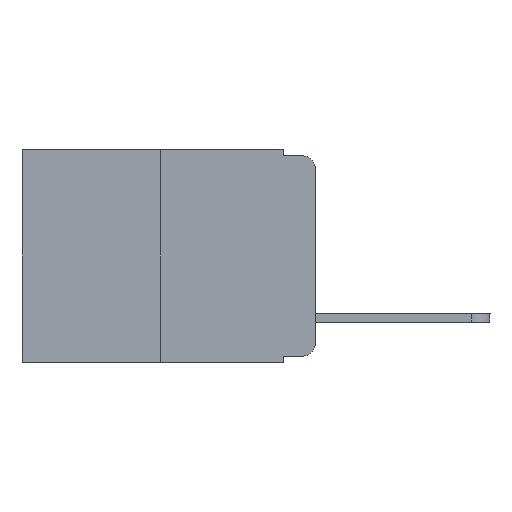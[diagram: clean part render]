
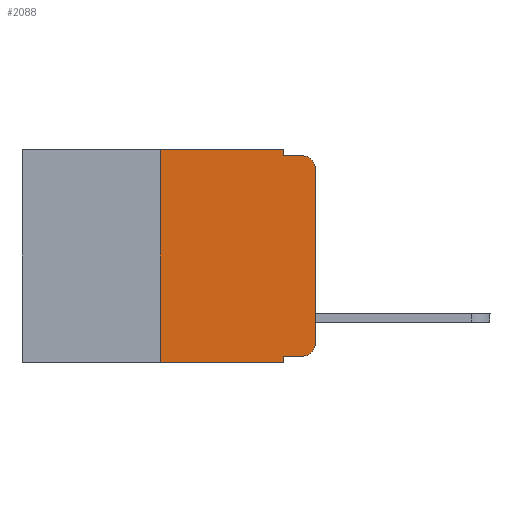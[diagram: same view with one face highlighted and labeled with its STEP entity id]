
A CAD part, left-side view. The second image highlights one B-rep face of the part: STEP entity #2088.
In plain terms, the highlighted planar face has unit normal (-1, 0, 0).
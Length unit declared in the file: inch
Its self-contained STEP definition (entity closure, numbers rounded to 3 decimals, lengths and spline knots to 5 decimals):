
#42 = CARTESIAN_POINT ( 'NONE',  ( 0., 0.051, 0. ) ) ;
#92 = EDGE_CURVE ( 'NONE', #6445, #10256, #5047, .T. ) ;
#814 = VECTOR ( 'NONE', #8358, 39.37008 ) ;
#872 = DIRECTION ( 'NONE',  ( -1., 0., 0. ) ) ;
#1165 = EDGE_CURVE ( 'NONE', #10256, #8060, #5480, .T. ) ;
#1288 = CARTESIAN_POINT ( 'NONE',  ( 0., 0.02, -0.333 ) ) ;
#1394 = VERTEX_POINT ( 'NONE', #10824 ) ;
#1547 = DIRECTION ( 'NONE',  ( 0., -1., 0. ) ) ;
#1616 = LINE ( 'NONE', #13751, #6421 ) ;
#1949 = VECTOR ( 'NONE', #8826, 39.37008 ) ;
#2088 = ADVANCED_FACE ( 'NONE', ( #3319 ), #10905, .F. ) ;
#2277 = CARTESIAN_POINT ( 'NONE',  ( 0., 0., -0.03 ) ) ;
#2429 = LINE ( 'NONE', #8786, #11618 ) ;
#2487 = LINE ( 'NONE', #8782, #15109 ) ;
#2551 = DIRECTION ( 'NONE',  ( -1., 0., 0. ) ) ;
#2745 = AXIS2_PLACEMENT_3D ( 'NONE', #5722, #872, #9293 ) ;
#2944 = CARTESIAN_POINT ( 'NONE',  ( 0., 0., 0. ) ) ;
#3319 = FACE_OUTER_BOUND ( 'NONE', #8896, .T. ) ;
#3693 = EDGE_CURVE ( 'NONE', #10602, #7460, #2429, .T. ) ;
#3898 = DIRECTION ( 'NONE',  ( 0., -1., 0. ) ) ;
#4007 = DIRECTION ( 'NONE',  ( 0., 0., 1. ) ) ;
#4059 = LINE ( 'NONE', #12219, #814 ) ;
#4106 = CARTESIAN_POINT ( 'NONE',  ( 0., 0.25, -0.343 ) ) ;
#4180 = ORIENTED_EDGE ( 'NONE', *, *, #14435, .F. ) ;
#4189 = CARTESIAN_POINT ( 'NONE',  ( 0., 0.25, 0. ) ) ;
#4311 = DIRECTION ( 'NONE',  ( 0., 0., -1. ) ) ;
#4343 = ORIENTED_EDGE ( 'NONE', *, *, #9386, .T. ) ;
#4823 = ORIENTED_EDGE ( 'NONE', *, *, #3693, .F. ) ;
#4833 = ORIENTED_EDGE ( 'NONE', *, *, #11401, .T. ) ;
#4836 = DIRECTION ( 'NONE',  ( 1., 0., 0. ) ) ;
#5047 = LINE ( 'NONE', #14373, #7496 ) ;
#5480 = CIRCLE ( 'NONE', #10515, 0.02 ) ;
#5722 = CARTESIAN_POINT ( 'NONE',  ( 0., 0.02, -0.03 ) ) ;
#5752 = CARTESIAN_POINT ( 'NONE',  ( 0., 0.051, -0.333 ) ) ;
#5826 = ORIENTED_EDGE ( 'NONE', *, *, #15232, .T. ) ;
#6077 = CARTESIAN_POINT ( 'NONE',  ( 0., 0.051, 0. ) ) ;
#6161 = CARTESIAN_POINT ( 'NONE',  ( 0., 0.051, -0.343 ) ) ;
#6332 = CARTESIAN_POINT ( 'NONE',  ( 0., 0., -0.313 ) ) ;
#6421 = VECTOR ( 'NONE', #3898, 39.37008 ) ;
#6445 = VERTEX_POINT ( 'NONE', #5752 ) ;
#6651 = ORIENTED_EDGE ( 'NONE', *, *, #15695, .F. ) ;
#6892 = DIRECTION ( 'NONE',  ( 0., -1., 0. ) ) ;
#6981 = ORIENTED_EDGE ( 'NONE', *, *, #92, .T. ) ;
#7085 = VECTOR ( 'NONE', #12570, 39.37008 ) ;
#7225 = DIRECTION ( 'NONE',  ( 0., 0., -1. ) ) ;
#7460 = VERTEX_POINT ( 'NONE', #4189 ) ;
#7496 = VECTOR ( 'NONE', #6892, 39.37008 ) ;
#7992 = VERTEX_POINT ( 'NONE', #6161 ) ;
#8060 = VERTEX_POINT ( 'NONE', #6332 ) ;
#8358 = DIRECTION ( 'NONE',  ( 0., 0., -1. ) ) ;
#8521 = VERTEX_POINT ( 'NONE', #2277 ) ;
#8552 = ORIENTED_EDGE ( 'NONE', *, *, #9171, .F. ) ;
#8633 = VECTOR ( 'NONE', #7225, 39.37008 ) ;
#8782 = CARTESIAN_POINT ( 'NONE',  ( 0., 0.051, -0.01 ) ) ;
#8786 = CARTESIAN_POINT ( 'NONE',  ( 0., 0.25, 0. ) ) ;
#8826 = DIRECTION ( 'NONE',  ( 0., 0., 1. ) ) ;
#8896 = EDGE_LOOP ( 'NONE', ( #4343, #4833, #6651, #8552, #10235, #4823, #5826, #4180, #6981, #14711 ) ) ;
#9130 = CARTESIAN_POINT ( 'NONE',  ( 0., 0.473, -0.343 ) ) ;
#9171 = EDGE_CURVE ( 'NONE', #9557, #1394, #15330, .T. ) ;
#9293 = DIRECTION ( 'NONE',  ( 0., 0., -1. ) ) ;
#9386 = EDGE_CURVE ( 'NONE', #8060, #8521, #14957, .T. ) ;
#9537 = LINE ( 'NONE', #9130, #7085 ) ;
#9546 = AXIS2_PLACEMENT_3D ( 'NONE', #9738, #4836, #13245 ) ;
#9557 = VERTEX_POINT ( 'NONE', #42 ) ;
#9738 = CARTESIAN_POINT ( 'NONE',  ( 0., 0.473, 0. ) ) ;
#9790 = CARTESIAN_POINT ( 'NONE',  ( 0., 0.02, -0.313 ) ) ;
#10235 = ORIENTED_EDGE ( 'NONE', *, *, #13410, .F. ) ;
#10256 = VERTEX_POINT ( 'NONE', #1288 ) ;
#10515 = AXIS2_PLACEMENT_3D ( 'NONE', #9790, #2551, #4311 ) ;
#10602 = VERTEX_POINT ( 'NONE', #4106 ) ;
#10824 = CARTESIAN_POINT ( 'NONE',  ( 0., 0.051, -0.01 ) ) ;
#10905 = PLANE ( 'NONE',  #9546 ) ;
#11401 = EDGE_CURVE ( 'NONE', #8521, #15158, #14050, .T. ) ;
#11618 = VECTOR ( 'NONE', #4007, 39.37008 ) ;
#12219 = CARTESIAN_POINT ( 'NONE',  ( 0., 0.051, 0. ) ) ;
#12570 = DIRECTION ( 'NONE',  ( 0., -1., 0. ) ) ;
#13245 = DIRECTION ( 'NONE',  ( 0., 0., -1. ) ) ;
#13410 = EDGE_CURVE ( 'NONE', #7460, #9557, #1616, .T. ) ;
#13751 = CARTESIAN_POINT ( 'NONE',  ( 0., 0.473, 0. ) ) ;
#13914 = CARTESIAN_POINT ( 'NONE',  ( 0., 0.02, -0.01 ) ) ;
#14050 = CIRCLE ( 'NONE', #2745, 0.02 ) ;
#14373 = CARTESIAN_POINT ( 'NONE',  ( 0., 0.051, -0.333 ) ) ;
#14435 = EDGE_CURVE ( 'NONE', #6445, #7992, #4059, .T. ) ;
#14711 = ORIENTED_EDGE ( 'NONE', *, *, #1165, .T. ) ;
#14957 = LINE ( 'NONE', #2944, #1949 ) ;
#15109 = VECTOR ( 'NONE', #1547, 39.37008 ) ;
#15158 = VERTEX_POINT ( 'NONE', #13914 ) ;
#15232 = EDGE_CURVE ( 'NONE', #10602, #7992, #9537, .T. ) ;
#15330 = LINE ( 'NONE', #6077, #8633 ) ;
#15695 = EDGE_CURVE ( 'NONE', #1394, #15158, #2487, .T. ) ;
